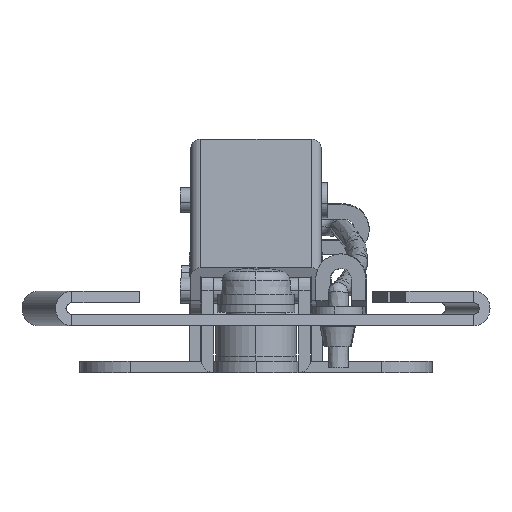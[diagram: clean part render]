
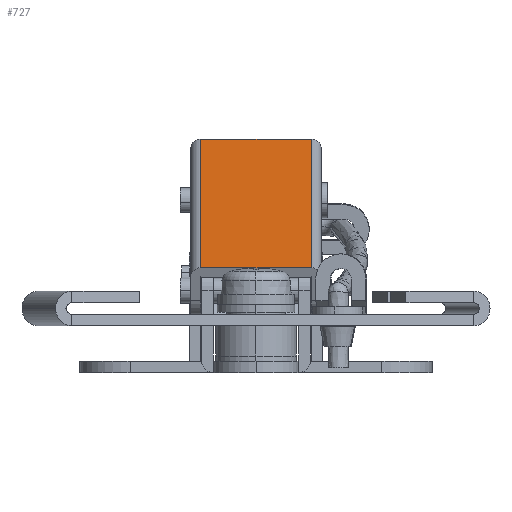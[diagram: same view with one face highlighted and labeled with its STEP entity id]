
A CAD part, left-side view. The second image highlights one B-rep face of the part: STEP entity #727.
In plain terms, the highlighted face is planar.
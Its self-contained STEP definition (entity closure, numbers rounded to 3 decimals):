
#609 = EDGE_CURVE ( 'NONE', #610, #611, #4227, .T. ) ;
#610 = VERTEX_POINT ( 'NONE', #4223 ) ;
#611 = VERTEX_POINT ( 'NONE', #4222 ) ;
#643 = ORIENTED_EDGE ( 'NONE', *, *, #651, .T. ) ;
#644 = ORIENTED_EDGE ( 'NONE', *, *, #645, .T. ) ;
#645 = EDGE_CURVE ( 'NONE', #649, #611, #4231, .T. ) ;
#649 = VERTEX_POINT ( 'NONE', #4289 ) ;
#651 = EDGE_CURVE ( 'NONE', #652, #649, #4288, .T. ) ;
#652 = VERTEX_POINT ( 'NONE', #4284 ) ;
#705 = ORIENTED_EDGE ( 'NONE', *, *, #609, .F. ) ;
#706 = ORIENTED_EDGE ( 'NONE', *, *, #707, .T. ) ;
#707 = EDGE_CURVE ( 'NONE', #610, #652, #4387, .T. ) ;
#727 = ADVANCED_FACE ( 'NONE', ( #4416 ), #4415, .F. ) ;
#728 = EDGE_LOOP ( 'NONE', ( #643, #644, #705, #706 ) ) ;
#4222 = CARTESIAN_POINT ( 'NONE',  ( -11., 0., 0. ) ) ;
#4223 = CARTESIAN_POINT ( 'NONE',  ( 11., 0., 0. ) ) ;
#4224 = DIRECTION ( 'NONE',  ( -1., 0., 0. ) ) ;
#4225 = VECTOR ( 'NONE', #4224, 1000. ) ;
#4226 = CARTESIAN_POINT ( 'NONE',  ( 11., 0., 0. ) ) ;
#4227 = LINE ( 'NONE', #4226, #4225 ) ;
#4228 = DIRECTION ( 'NONE',  ( 0., 0., 1. ) ) ;
#4229 = VECTOR ( 'NONE', #4228, 1000. ) ;
#4230 = CARTESIAN_POINT ( 'NONE',  ( -11., 0., 0. ) ) ;
#4231 = LINE ( 'NONE', #4230, #4229 ) ;
#4284 = CARTESIAN_POINT ( 'NONE',  ( 11., 0., -66.1 ) ) ;
#4285 = DIRECTION ( 'NONE',  ( -1., 0., 0. ) ) ;
#4286 = VECTOR ( 'NONE', #4285, 1000. ) ;
#4287 = CARTESIAN_POINT ( 'NONE',  ( 11., 0., -66.1 ) ) ;
#4288 = LINE ( 'NONE', #4287, #4286 ) ;
#4289 = CARTESIAN_POINT ( 'NONE',  ( -11., 0., -66.1 ) ) ;
#4384 = DIRECTION ( 'NONE',  ( 0., 0., -1. ) ) ;
#4385 = VECTOR ( 'NONE', #4384, 1000. ) ;
#4386 = CARTESIAN_POINT ( 'NONE',  ( 11., 0., -66.1 ) ) ;
#4387 = LINE ( 'NONE', #4386, #4385 ) ;
#4411 = DIRECTION ( 'NONE',  ( 0., 0., -1. ) ) ;
#4412 = DIRECTION ( 'NONE',  ( 0., -1., 0. ) ) ;
#4413 = CARTESIAN_POINT ( 'NONE',  ( 11., 0., 0. ) ) ;
#4414 = AXIS2_PLACEMENT_3D ( 'NONE', #4413, #4412, #4411 ) ;
#4415 = PLANE ( 'NONE',  #4414 ) ;
#4416 = FACE_OUTER_BOUND ( 'NONE', #728, .T. ) ;
